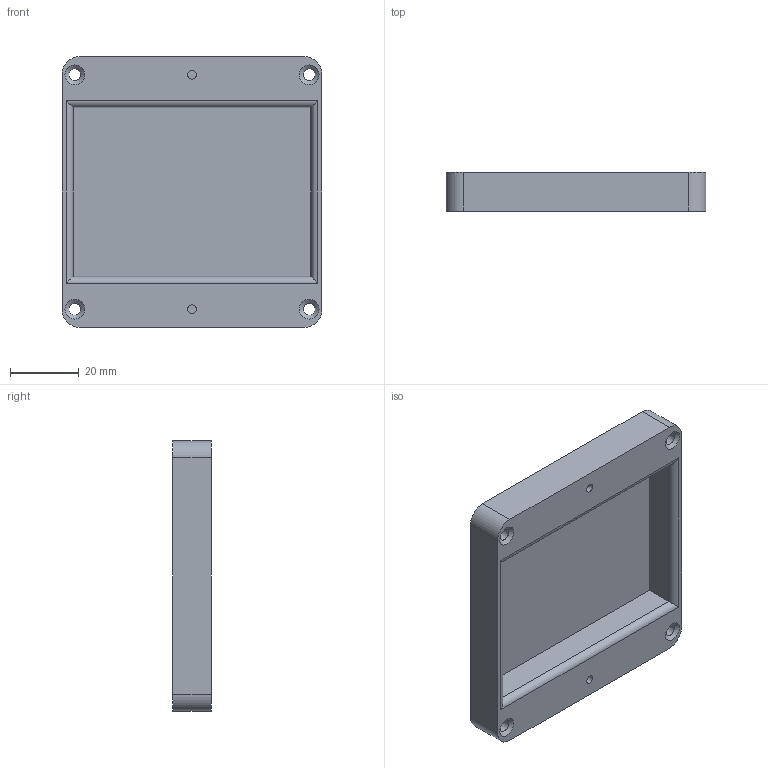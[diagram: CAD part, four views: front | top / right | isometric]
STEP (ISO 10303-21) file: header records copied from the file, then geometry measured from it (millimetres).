
FILE_DESCRIPTION(/* description */ (''),/* implementation_level */ '2;1');
FILE_NAME(/* name */ '5f9658ce67f11f120f26be43',/* time_stamp */ '2020-10-26T05:04:14+00:00',/* author */ (''),/* organization */ (''),/* preprocessor_version */ 'ST-DEVELOPER v16.7',/* originating_system */ $,/* authorisation */ $);
FILE_SCHEMA (('AUTOMOTIVE_DESIGN {1 0 10303 214 3 1 1}'));
Length unit declared in the file: metre
Products named in the file (1): Part 1
Bounding box: 75.4 x 11.2 x 78.5 mm (x, y, z)
Volume: 31490.1 mm3; surface area: 17852.1 mm2
Topology: 1 solids, 1 shells, 31 faces, 70 edges, 44 vertices
Faces by surface type: cylinder 14, plane 13, cone 4
Full cylindrical faces by diameter (mm): 2.489 x2, 3.454 x4
Entity records: 864 total; most frequent: DIRECTION 152, CARTESIAN_POINT 136, ORIENTED_EDGE 120, EDGE_CURVE 60, AXIS2_PLACEMENT_3D 60, EDGE_LOOP 52, FACE_BOUND 52, VERTEX_POINT 44
